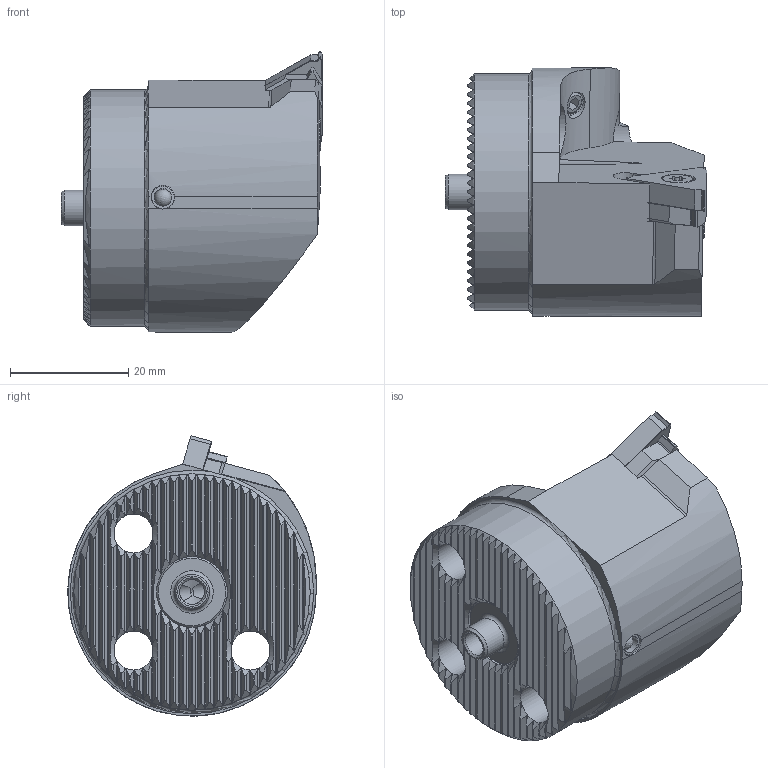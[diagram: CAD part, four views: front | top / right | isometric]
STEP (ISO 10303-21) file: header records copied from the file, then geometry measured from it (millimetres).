
FILE_DESCRIPTION (( 'STEP AP214' ), '1' );
FILE_NAME ('WK1.BGB.LGC.040.STEP', '2020-08-28T13:53:04', ( '' ), ( '' ), 'SwSTEP 2.0', 'SolidWorks 2017', '' );
FILE_SCHEMA (( 'AUTOMOTIVE_DESIGN' ));
Length unit declared in the file: millimetre
Products named in the file (9): WK2-ER1.001.012_A_Fertigbearbeitung; LT16ER; KVT_MB_600_040; WKX-ER1.004.005_A_PreviewCfg; WGB-ER3.001.007_A; WK1.BGB.LGC.040; WK1-BGB.LGC.040_B; WGB-ER2.001.012_A; WGB-ER2.102.003_A
Assembly tree (8 placements, depth 2):
  WK1.BGB.LGC.040
    WK1-BGB.LGC.040_B
    KVT_MB_600_040
    WKX-ER1.004.005_A_PreviewCfg
    WK2-ER1.001.012_A_Fertigbearbeitung
    WGB-ER2.102.003_A
    WGB-ER3.001.007_A
    WGB-ER2.001.012_A
    LT16ER
Bounding box: 44.27 x 42 x 47.42 mm (x, y, z)
Volume: 35783.9 mm3; surface area: 12515.7 mm2
Topology: 9 solids, 9 shells, 408 faces, 1109 edges, 718 vertices
Faces by surface type: plane 242, cylinder 116, cone 42, torus 7, sphere 1
Full cylindrical faces by diameter (mm): 1.7 x1, 2.578 x2, 2.775 x1, 3 x2, 3.175 x1, 3.3 x3, 4 x5, 4.025 x1, 4.2 x2, 5.5 x2, 6 x1, 6.6 x3, 10.5 x3, 12 x2, 40 x1
Entity records: 14065 total; most frequent: CARTESIAN_POINT 4266, ORIENTED_EDGE 2024, DIRECTION 1746, EDGE_CURVE 1012, VERTEX_POINT 692, AXIS2_PLACEMENT_3D 667, EDGE_LOOP 496, FACE_OUTER_BOUND 444
